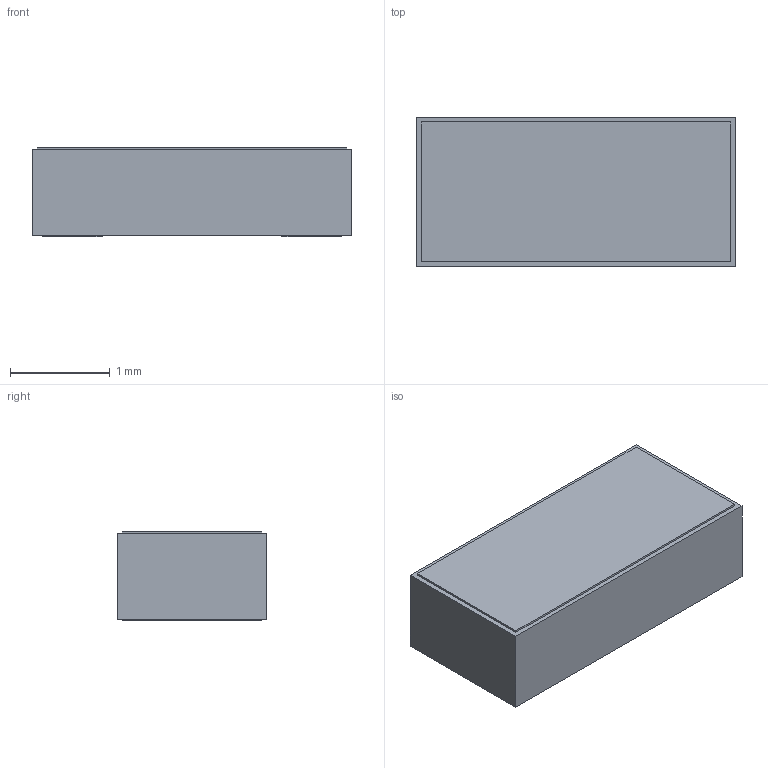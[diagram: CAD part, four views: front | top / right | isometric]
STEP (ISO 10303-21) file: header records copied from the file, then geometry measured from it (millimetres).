
FILE_DESCRIPTION(('FreeCAD Model'),'2;1');
FILE_NAME('267787.3.4.stp','2023-03-05T11:22:07',( 'Author'),(''),'Open CASCADE STEP processor 6.9','FreeCAD','Unknown' );
FILE_SCHEMA(('AUTOMOTIVE_DESIGN { 1 0 10303 214 1 1 1 1 }'));
Length unit declared in the file: millimetre
Products named in the file (4): ASSEMBLY; solidBody; solidBody1; solidLead
Assembly tree (3 placements, depth 2):
  ASSEMBLY
    solidBody
    solidBody1
    solidLead
Bounding box: 3.2 x 1.5 x 0.9 mm (x, y, z)
Volume: 4.3 mm3; surface area: 30.1 mm2
Topology: 4 solids, 4 shells, 24 faces, 48 edges, 32 vertices
Faces by surface type: plane 24
Entity records: 1336 total; most frequent: CARTESIAN_POINT 204, DIRECTION 200, LINE 144, VECTOR 144, ORIENTED_EDGE 96, PCURVE 96, DEFINITIONAL_REPRESENTATION 96, EDGE_CURVE 48
